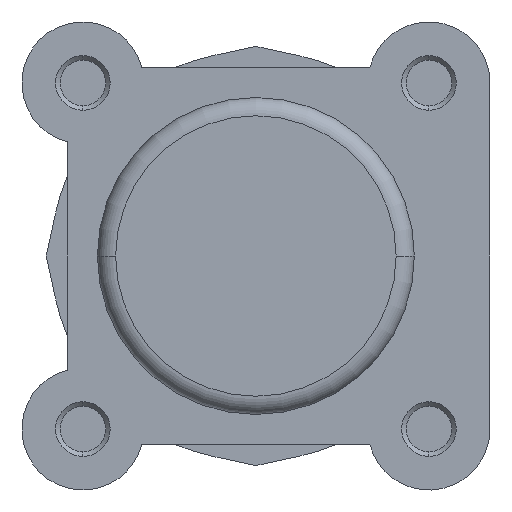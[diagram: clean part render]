
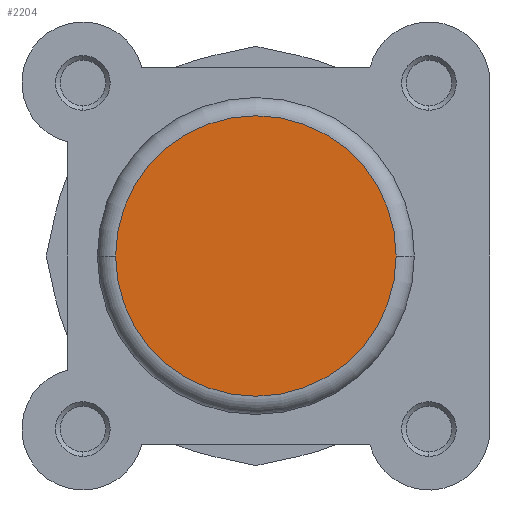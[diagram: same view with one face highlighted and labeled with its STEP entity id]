
A CAD part, left-side view. The second image highlights one B-rep face of the part: STEP entity #2204.
In plain terms, the highlighted planar face has unit normal (-1, 0, 0).
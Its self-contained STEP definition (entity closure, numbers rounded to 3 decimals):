
#80 = CARTESIAN_POINT ( 'NONE',  ( 0., -15.4, 0. ) ) ;
#138 = DIRECTION ( 'NONE',  ( 0., 1., 0. ) ) ;
#139 = DIRECTION ( 'NONE',  ( -1., 0., 0. ) ) ;
#140 = CARTESIAN_POINT ( 'NONE',  ( 0., 0., 0. ) ) ;
#428 = CARTESIAN_POINT ( 'NONE',  ( 0., 15.4, 0. ) ) ;
#1533 = VERTEX_POINT ( 'NONE', #80 ) ;
#1617 = VERTEX_POINT ( 'NONE', #428 ) ;
#1719 = EDGE_CURVE ( 'NONE', #1533, #1617, #2726, .T. ) ;
#1773 = EDGE_CURVE ( 'NONE', #1617, #1533, #2797, .T. ) ;
#2204 = ADVANCED_FACE ( 'NONE', ( #3128 ), #5271, .F. ) ;
#2563 = ORIENTED_EDGE ( 'NONE', *, *, #1773, .T. ) ;
#2651 = ORIENTED_EDGE ( 'NONE', *, *, #1719, .T. ) ;
#2726 = CIRCLE ( 'NONE', #3543, 15.4 ) ;
#2797 = CIRCLE ( 'NONE', #3868, 15.4 ) ;
#3128 = FACE_OUTER_BOUND ( 'NONE', #4411, .T. ) ;
#3543 = AXIS2_PLACEMENT_3D ( 'NONE', #140, #139, #138 ) ;
#3868 = AXIS2_PLACEMENT_3D ( 'NONE', #4694, #4701, #4702 ) ;
#4037 = AXIS2_PLACEMENT_3D ( 'NONE', #5270, #5273, #5274 ) ;
#4411 = EDGE_LOOP ( 'NONE', ( #2563, #2651 ) ) ;
#4694 = CARTESIAN_POINT ( 'NONE',  ( 0., 0., 0. ) ) ;
#4701 = DIRECTION ( 'NONE',  ( -1., 0., 0. ) ) ;
#4702 = DIRECTION ( 'NONE',  ( 0., 1., 0. ) ) ;
#5270 = CARTESIAN_POINT ( 'NONE',  ( 0., 0., 0. ) ) ;
#5271 = PLANE ( 'NONE',  #4037 ) ;
#5273 = DIRECTION ( 'NONE',  ( 1., 0., 0. ) ) ;
#5274 = DIRECTION ( 'NONE',  ( 0., 1., 0. ) ) ;
